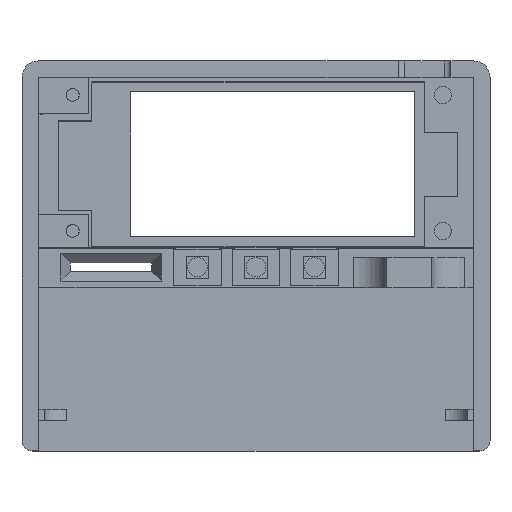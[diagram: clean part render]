
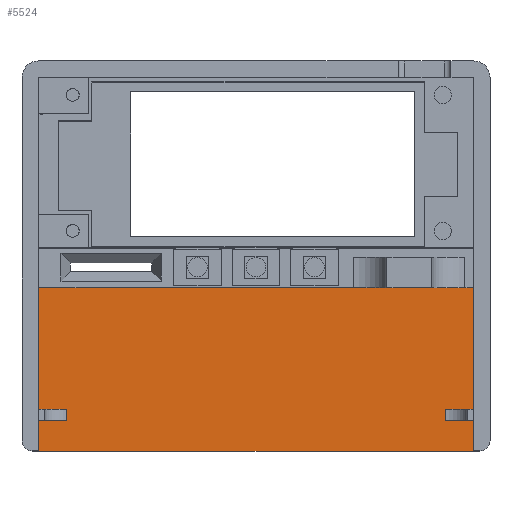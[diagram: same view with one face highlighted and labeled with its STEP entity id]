
A CAD part, top view. The second image highlights one B-rep face of the part: STEP entity #5524.
In plain terms, the highlighted planar face has unit normal (0, 0, 1).
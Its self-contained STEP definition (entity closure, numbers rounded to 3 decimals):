
#5410 = VERTEX_POINT('',#5411);
#5411 = CARTESIAN_POINT('',(39.,-51.5,2.));
#5451 = VERTEX_POINT('',#5452);
#5452 = CARTESIAN_POINT('',(39.,-22.2,2.));
#5458 = EDGE_CURVE('',#5451,#5410,#5459,.T.);
#5459 = LINE('',#5460,#5461);
#5460 = CARTESIAN_POINT('',(39.,-15.,2.));
#5461 = VECTOR('',#5462,1.);
#5462 = DIRECTION('',(0.,-1.,0.));
#5473 = EDGE_CURVE('',#5410,#5474,#5476,.T.);
#5474 = VERTEX_POINT('',#5475);
#5475 = CARTESIAN_POINT('',(-39.,-51.5,2.));
#5476 = LINE('',#5477,#5478);
#5477 = CARTESIAN_POINT('',(39.,-51.5,2.));
#5478 = VECTOR('',#5479,1.);
#5479 = DIRECTION('',(-1.,0.,0.));
#5524 = ADVANCED_FACE('',(#5525),#5543,.T.);
#5525 = FACE_BOUND('',#5526,.T.);
#5526 = EDGE_LOOP('',(#5527,#5535,#5541,#5542));
#5527 = ORIENTED_EDGE('',*,*,#5528,.F.);
#5528 = EDGE_CURVE('',#5529,#5451,#5531,.T.);
#5529 = VERTEX_POINT('',#5530);
#5530 = CARTESIAN_POINT('',(-39.,-22.2,2.));
#5531 = LINE('',#5532,#5533);
#5532 = CARTESIAN_POINT('',(-39.5,-22.2,2.));
#5533 = VECTOR('',#5534,1.);
#5534 = DIRECTION('',(1.,0.,0.));
#5535 = ORIENTED_EDGE('',*,*,#5536,.F.);
#5536 = EDGE_CURVE('',#5474,#5529,#5537,.T.);
#5537 = LINE('',#5538,#5539);
#5538 = CARTESIAN_POINT('',(-39.,-51.5,2.));
#5539 = VECTOR('',#5540,1.);
#5540 = DIRECTION('',(0.,1.,0.));
#5541 = ORIENTED_EDGE('',*,*,#5473,.F.);
#5542 = ORIENTED_EDGE('',*,*,#5458,.F.);
#5543 = PLANE('',#5544);
#5544 = AXIS2_PLACEMENT_3D('',#5545,#5546,#5547);
#5545 = CARTESIAN_POINT('',(0.,-33.308,2.));
#5546 = DIRECTION('',(0.,0.,1.));
#5547 = DIRECTION('',(1.,0.,0.));
